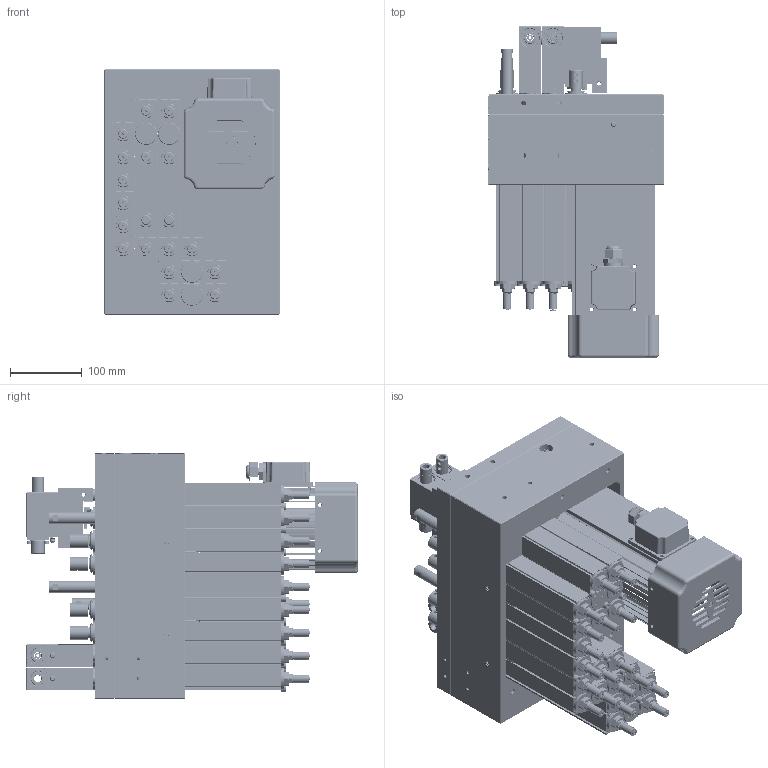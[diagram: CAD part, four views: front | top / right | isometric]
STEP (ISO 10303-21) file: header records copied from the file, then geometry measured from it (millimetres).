
FILE_DESCRIPTION (( 'STEP AP214' ), '1' );
FILE_NAME ('PZ31H10A-0001.STEP', '2024-07-02T06:30:55', ( 'Sysceo.com' ), ( '' ), 'SwSTEP 2.0', 'SolidWorks 2018', '' );
FILE_SCHEMA (( 'AUTOMOTIVE_DESIGN' ));
Length unit declared in the file: millimetre
Products named in the file (2): PZ31H10A-0001
Bounding box: 244 x 461.5 x 342 mm (x, y, z)
Surface area: 1354627.9 mm2 (no closed solid volume)
Topology: 0 solids, 324 shells, 3183 faces, 16366 edges, 13263 vertices
Faces by surface type: cylinder 1378, plane 1284, cone 370, torus 104, bspline 47
Entity records: 222575 total; most frequent: CARTESIAN_POINT 64077, DIRECTION 24057, ORIENTED_EDGE 22300, EDGE_CURVE 16327, VERTEX_POINT 13225, VECTOR 9329, LINE 9329, AXIS2_PLACEMENT_3D 7364
